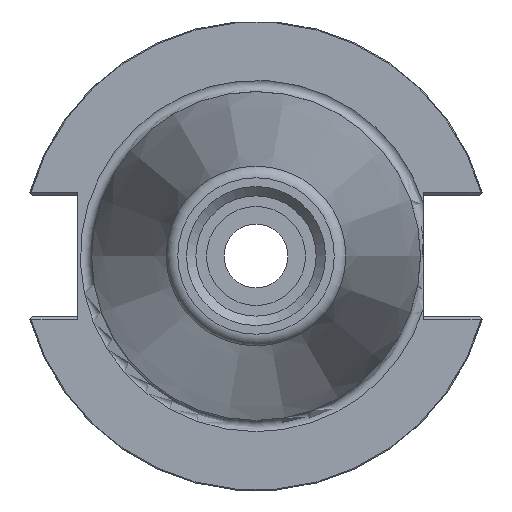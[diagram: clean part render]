
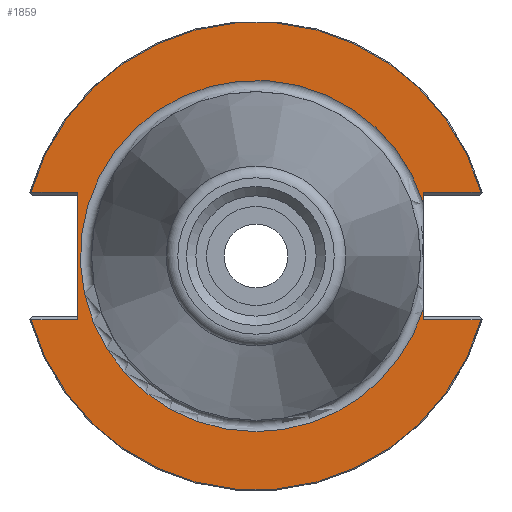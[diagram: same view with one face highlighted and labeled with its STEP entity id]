
A CAD part, left-side view. The second image highlights one B-rep face of the part: STEP entity #1859.
In plain terms, the highlighted planar face has unit normal (-1, 0, 0).
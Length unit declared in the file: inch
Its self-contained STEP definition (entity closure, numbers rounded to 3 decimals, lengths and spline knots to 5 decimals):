
#194=LINE('',#2886,#343);
#195=LINE('',#2908,#344);
#202=LINE('',#2960,#351);
#204=LINE('',#2964,#353);
#205=LINE('',#2966,#354);
#206=LINE('',#2968,#355);
#207=LINE('',#2971,#356);
#343=VECTOR('',#2279,0.0526);
#344=VECTOR('',#2280,0.0526);
#351=VECTOR('',#2299,0.30821);
#353=VECTOR('',#2303,0.24821);
#354=VECTOR('',#2304,0.67625);
#355=VECTOR('',#2305,0.24821);
#356=VECTOR('',#2308,0.30821);
#568=FACE_OUTER_BOUND('',#682,.T.);
#682=EDGE_LOOP('',(#1426,#1427,#1428,#1429,#1430,#1431,#1432,#1433,#1434,
#1435,#1436));
#771=CIRCLE('',#2008,1.245);
#773=CIRCLE('',#2014,1.245);
#774=CIRCLE('',#2015,0.93468);
#775=CIRCLE('',#2016,0.93468);
#865=VERTEX_POINT('',#2883);
#866=VERTEX_POINT('',#2885);
#867=VERTEX_POINT('',#2887);
#868=VERTEX_POINT('',#2907);
#872=VERTEX_POINT('',#2916);
#873=VERTEX_POINT('',#2925);
#880=VERTEX_POINT('',#2963);
#881=VERTEX_POINT('',#2965);
#882=VERTEX_POINT('',#2967);
#883=VERTEX_POINT('',#2969);
#884=VERTEX_POINT('',#2972);
#1064=EDGE_CURVE('',#866,#865,#194,.T.);
#1066=EDGE_CURVE('',#868,#867,#195,.T.);
#1071=EDGE_CURVE('',#872,#873,#771,.T.);
#1080=EDGE_CURVE('',#865,#873,#202,.T.);
#1082=EDGE_CURVE('',#880,#872,#204,.T.);
#1083=EDGE_CURVE('',#881,#880,#205,.T.);
#1084=EDGE_CURVE('',#882,#881,#206,.T.);
#1085=EDGE_CURVE('',#883,#882,#773,.T.);
#1086=EDGE_CURVE('',#883,#868,#207,.T.);
#1087=EDGE_CURVE('',#867,#884,#774,.T.);
#1088=EDGE_CURVE('',#884,#866,#775,.T.);
#1426=ORIENTED_EDGE('',*,*,#1071,.F.);
#1427=ORIENTED_EDGE('',*,*,#1082,.F.);
#1428=ORIENTED_EDGE('',*,*,#1083,.F.);
#1429=ORIENTED_EDGE('',*,*,#1084,.F.);
#1430=ORIENTED_EDGE('',*,*,#1085,.F.);
#1431=ORIENTED_EDGE('',*,*,#1086,.T.);
#1432=ORIENTED_EDGE('',*,*,#1066,.T.);
#1433=ORIENTED_EDGE('',*,*,#1087,.T.);
#1434=ORIENTED_EDGE('',*,*,#1088,.T.);
#1435=ORIENTED_EDGE('',*,*,#1064,.T.);
#1436=ORIENTED_EDGE('',*,*,#1080,.T.);
#1794=PLANE('',#2013);
#1859=ADVANCED_FACE('',(#568),#1794,.T.);
#2008=AXIS2_PLACEMENT_3D('',#2926,#2286,#2287);
#2013=AXIS2_PLACEMENT_3D('',#2962,#2301,#2302);
#2014=AXIS2_PLACEMENT_3D('',#2970,#2306,#2307);
#2015=AXIS2_PLACEMENT_3D('',#2973,#2309,#2310);
#2016=AXIS2_PLACEMENT_3D('',#2974,#2311,#2312);
#2279=DIRECTION('',(0.,0.,1.));
#2280=DIRECTION('',(0.,0.,1.));
#2286=DIRECTION('center_axis',(1.,0.,0.));
#2287=DIRECTION('ref_axis',(0.,0.,
1.));
#2299=DIRECTION('',(0.,-1.,0.));
#2301=DIRECTION('center_axis',(-1.,0.,0.));
#2302=DIRECTION('ref_axis',(0.,0.,1.));
#2303=DIRECTION('',(0.,1.,0.));
#2304=DIRECTION('',(0.,0.,1.));
#2305=DIRECTION('',(0.,-1.,0.));
#2306=DIRECTION('center_axis',(1.,0.,0.));
#2307=DIRECTION('ref_axis',(0.,0.,
-1.));
#2308=DIRECTION('',(0.,1.,0.));
#2309=DIRECTION('center_axis',(1.,0.,0.));
#2310=DIRECTION('ref_axis',(0.,0.,1.));
#2311=DIRECTION('center_axis',(1.,0.,0.));
#2312=DIRECTION('ref_axis',(0.,0.,1.));
#2883=CARTESIAN_POINT('',(-1.17746,-0.89001,0.33812));
#2885=CARTESIAN_POINT('',(-1.17746,-0.89001,0.28553));
#2886=CARTESIAN_POINT('',(-1.17746,-0.89001,0.));
#2887=CARTESIAN_POINT('',(-1.17746,-0.89001,-0.28553));
#2907=CARTESIAN_POINT('',(-1.17746,-0.89001,-0.33813));
#2908=CARTESIAN_POINT('',(-1.17746,-0.89001,0.));
#2916=CARTESIAN_POINT('',(-1.17746,1.19819,0.33812));
#2925=CARTESIAN_POINT('',(-1.17746,-1.19822,0.33812));
#2926=CARTESIAN_POINT('Origin',(-1.17746,-0.00001,
0.));
#2960=CARTESIAN_POINT('',(-1.17746,-0.90251,0.33812));
#2962=CARTESIAN_POINT('Origin',(-1.17746,-0.87501,0.));
#2963=CARTESIAN_POINT('',(-1.17746,0.94999,0.33812));
#2964=CARTESIAN_POINT('',(-1.17746,0.02749,0.33812));
#2965=CARTESIAN_POINT('',(-1.17746,0.94999,-0.33813));
#2966=CARTESIAN_POINT('',(-1.17746,0.94999,-0.33813));
#2967=CARTESIAN_POINT('',(-1.17746,1.19819,-0.33813));
#2968=CARTESIAN_POINT('',(-1.17746,0.27749,-0.33813));
#2969=CARTESIAN_POINT('',(-1.17746,-1.19822,-0.33813));
#2970=CARTESIAN_POINT('Origin',(-1.17746,-0.00001,
0.));
#2971=CARTESIAN_POINT('',(-1.17746,-0.90251,-0.33813));
#2972=CARTESIAN_POINT('',(-1.17746,-0.00001,-0.93468));
#2973=CARTESIAN_POINT('Origin',(-1.17746,-0.00001,
0.));
#2974=CARTESIAN_POINT('Origin',(-1.17746,-0.00001,
0.));
